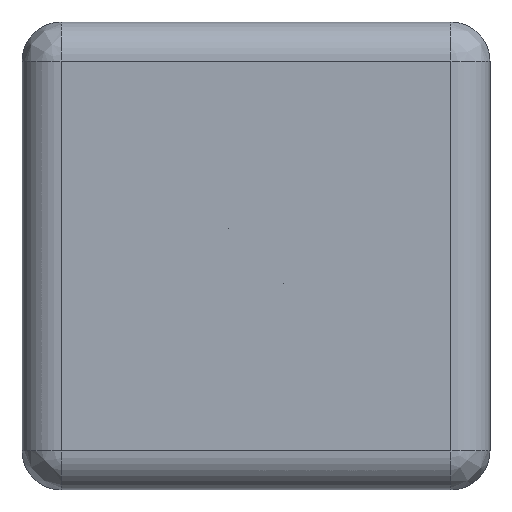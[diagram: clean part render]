
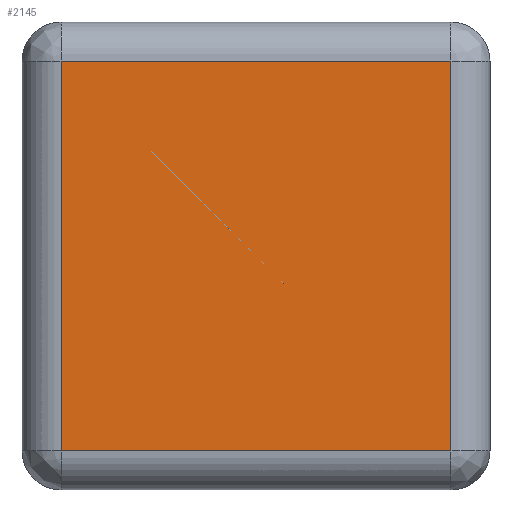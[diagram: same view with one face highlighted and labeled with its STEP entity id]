
A CAD part, left-side view. The second image highlights one B-rep face of the part: STEP entity #2145.
In plain terms, the highlighted planar face has unit normal (-1, 0, 0).
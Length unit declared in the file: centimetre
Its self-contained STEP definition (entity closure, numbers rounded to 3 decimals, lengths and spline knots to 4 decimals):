
#12 = VERTEX_POINT ( 'NONE', #516 ) ;
#33 = CARTESIAN_POINT ( 'NONE',  ( -0.03, -0.0125, 0.015 ) ) ;
#146 = DIRECTION ( 'NONE',  ( 0., -1., 0. ) ) ;
#203 = DIRECTION ( 'NONE',  ( -1., 0., 0. ) ) ;
#243 = DIRECTION ( 'NONE',  ( 0., 0., 1. ) ) ;
#352 = DIRECTION ( 'NONE',  ( 0., 1., 0. ) ) ;
#369 = VERTEX_POINT ( 'NONE', #2013 ) ;
#431 = EDGE_CURVE ( 'NONE', #12, #2371, #1146, .T. ) ;
#443 = CARTESIAN_POINT ( 'NONE',  ( -0.03, -0.015, 0.015 ) ) ;
#497 = VERTEX_POINT ( 'NONE', #2226 ) ;
#516 = CARTESIAN_POINT ( 'NONE',  ( -0.03, 0.0125, 0.0275 ) ) ;
#643 = FACE_OUTER_BOUND ( 'NONE', #754, .T. ) ;
#704 = ORIENTED_EDGE ( 'NONE', *, *, #2892, .F. ) ;
#754 = EDGE_LOOP ( 'NONE', ( #1661, #704, #1097, #964 ) ) ;
#786 = CARTESIAN_POINT ( 'NONE',  ( -0.03, -0.015, 0.0275 ) ) ;
#873 = CARTESIAN_POINT ( 'NONE',  ( -0.03, -0.015, 0.0025 ) ) ;
#956 = DIRECTION ( 'NONE',  ( 0., 0., -1. ) ) ;
#964 = ORIENTED_EDGE ( 'NONE', *, *, #2125, .F. ) ;
#1097 = ORIENTED_EDGE ( 'NONE', *, *, #431, .F. ) ;
#1146 = LINE ( 'NONE', #786, #2925 ) ;
#1264 = VECTOR ( 'NONE', #352, 100. ) ;
#1564 = LINE ( 'NONE', #873, #1264 ) ;
#1661 = ORIENTED_EDGE ( 'NONE', *, *, #1707, .F. ) ;
#1707 = EDGE_CURVE ( 'NONE', #497, #369, #1564, .T. ) ;
#1722 = LINE ( 'NONE', #2642, #2840 ) ;
#1755 = DIRECTION ( 'NONE',  ( 0., 0., 1. ) ) ;
#2013 = CARTESIAN_POINT ( 'NONE',  ( -0.03, 0.0125, 0.0025 ) ) ;
#2053 = VECTOR ( 'NONE', #956, 100. ) ;
#2088 = LINE ( 'NONE', #33, #2053 ) ;
#2125 = EDGE_CURVE ( 'NONE', #369, #12, #1722, .T. ) ;
#2145 = ADVANCED_FACE ( 'NONE', ( #643 ), #2506, .T. ) ;
#2226 = CARTESIAN_POINT ( 'NONE',  ( -0.03, -0.0125, 0.0025 ) ) ;
#2370 = CARTESIAN_POINT ( 'NONE',  ( -0.03, -0.0125, 0.0275 ) ) ;
#2371 = VERTEX_POINT ( 'NONE', #2370 ) ;
#2506 = PLANE ( 'NONE',  #2790 ) ;
#2642 = CARTESIAN_POINT ( 'NONE',  ( -0.03, 0.0125, 0.015 ) ) ;
#2790 = AXIS2_PLACEMENT_3D ( 'NONE', #443, #203, #243 ) ;
#2840 = VECTOR ( 'NONE', #1755, 100. ) ;
#2892 = EDGE_CURVE ( 'NONE', #2371, #497, #2088, .T. ) ;
#2925 = VECTOR ( 'NONE', #146, 100. ) ;
